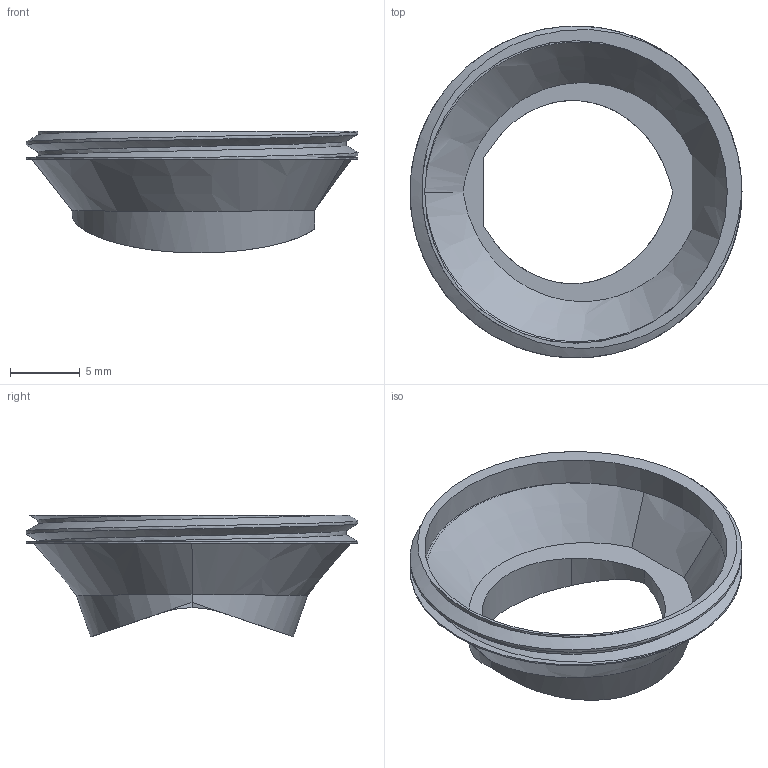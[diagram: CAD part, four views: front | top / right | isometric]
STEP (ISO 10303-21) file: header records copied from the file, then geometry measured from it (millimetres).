
FILE_DESCRIPTION(/* description */ (''),/* implementation_level */ '2;1');
FILE_NAME(/* name */ 'Component4.step',/* time_stamp */ '2025-07-22T10:28:14+02:00',/* author */ (''),/* organization */ (''),/* preprocessor_version */ 'ST-DEVELOPER v20.1',/* originating_system */ 'Autodesk Translation Framework v14.10.0.0',/* authorisation */ '');
FILE_SCHEMA (('AUTOMOTIVE_DESIGN { 1 0 10303 214 3 1 1 }'));
Length unit declared in the file: millimetre
Products named in the file (1): FusionComponent
Bounding box: 23.85 x 23.85 x 8.74 mm (x, y, z)
Volume: 393.9 mm3; surface area: 1387.3 mm2
Topology: 1 solids, 1 shells, 34 faces, 84 edges, 53 vertices
Faces by surface type: bspline 14, plane 12, cylinder 8
Full cylindrical faces by diameter (mm): 21.738 x1, 23.85 x2
Entity records: 2919 total; most frequent: CARTESIAN_POINT 2196, ORIENTED_EDGE 168, DIRECTION 91, EDGE_CURVE 84, VERTEX_POINT 53, B_SPLINE_CURVE_WITH_KNOTS 48, EDGE_LOOP 37, FACE_OUTER_BOUND 34
